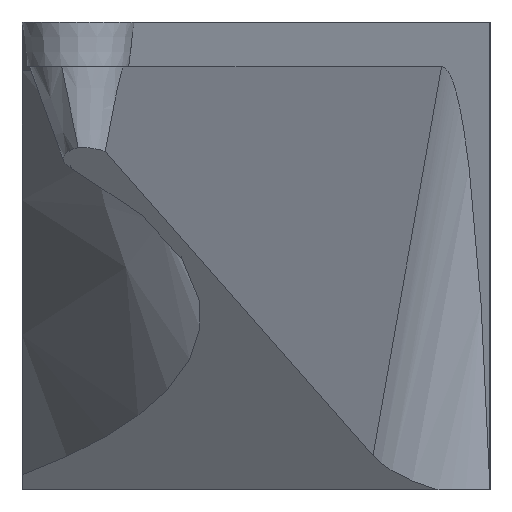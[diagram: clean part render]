
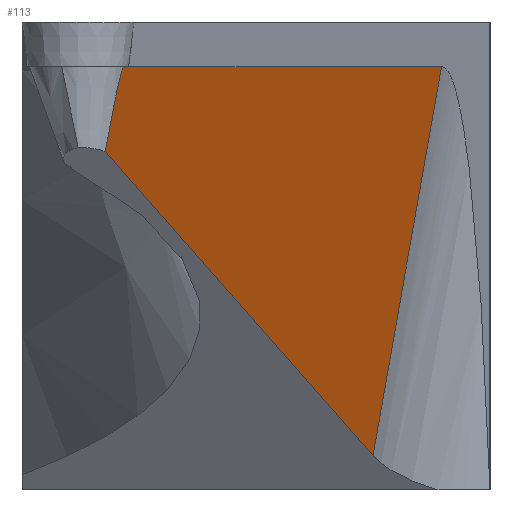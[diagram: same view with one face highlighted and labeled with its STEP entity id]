
A CAD part, left-side view. The second image highlights one B-rep face of the part: STEP entity #113.
In plain terms, the highlighted planar face has unit normal (-0.337, -0.927, -0.164).
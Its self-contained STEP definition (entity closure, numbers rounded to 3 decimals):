
#92=PLANE('',#423);
#101=ELLIPSE('',#422,9.163,1.006);
#113=ADVANCED_FACE('',(#136),#92,.F.);
#136=FACE_OUTER_BOUND('',#156,.T.);
#156=EDGE_LOOP('',(#280,#281,#282,#283,#284));
#170=LINE('',#604,#190);
#177=LINE('',#661,#197);
#183=LINE('',#688,#203);
#184=LINE('',#690,#204);
#190=VECTOR('',#442,1.);
#197=VECTOR('',#465,1.);
#203=VECTOR('',#495,1.);
#204=VECTOR('',#498,1.);
#280=ORIENTED_EDGE('',*,*,#358,.F.);
#281=ORIENTED_EDGE('',*,*,#388,.T.);
#282=ORIENTED_EDGE('',*,*,#374,.F.);
#283=ORIENTED_EDGE('',*,*,#387,.F.);
#284=ORIENTED_EDGE('',*,*,#389,.T.);
#325=VERTEX_POINT('',#603);
#326=VERTEX_POINT('',#605);
#335=VERTEX_POINT('',#644);
#339=VERTEX_POINT('',#660);
#344=VERTEX_POINT('',#687);
#358=EDGE_CURVE('',#325,#326,#170,.T.);
#374=EDGE_CURVE('',#339,#335,#177,.T.);
#387=EDGE_CURVE('',#344,#339,#183,.T.);
#388=EDGE_CURVE('',#325,#335,#184,.T.);
#389=EDGE_CURVE('',#344,#326,#101,.T.);
#422=AXIS2_PLACEMENT_3D('',#691,#499,#500);
#423=AXIS2_PLACEMENT_3D('',#692,#501,#502);
#442=DIRECTION('',(-0.909,0.276,0.313));
#465=DIRECTION('',(0.94,-0.342,0.));
#495=DIRECTION('',(0.94,-0.342,0.));
#498=DIRECTION('',(0.,-0.174,0.985));
#499=DIRECTION('',(-0.337,-0.927,-0.163));
#500=DIRECTION('',(-0.056,-0.154,0.987));
#501=DIRECTION('',(0.337,0.927,0.163));
#502=DIRECTION('',(0.94,-0.342,0.));
#603=CARTESIAN_POINT('',(48.713,18.75,-23.153));
#604=CARTESIAN_POINT('',(-2.875,34.394,-5.39));
#605=CARTESIAN_POINT('',(1.546,33.053,-6.912));
#644=CARTESIAN_POINT('',(48.713,15.087,-2.38));
#660=CARTESIAN_POINT('',(2.793,31.8,-2.38));
#661=CARTESIAN_POINT('',(2.108,32.049,-2.38));
#687=CARTESIAN_POINT('',(2.108,32.049,-2.38));
#688=CARTESIAN_POINT('',(2.108,32.049,-2.38));
#690=CARTESIAN_POINT('',(48.713,23.284,-48.87));
#691=CARTESIAN_POINT('',(2.62,33.457,-11.42));
#692=CARTESIAN_POINT('',(0.,40.48,-45.838));
